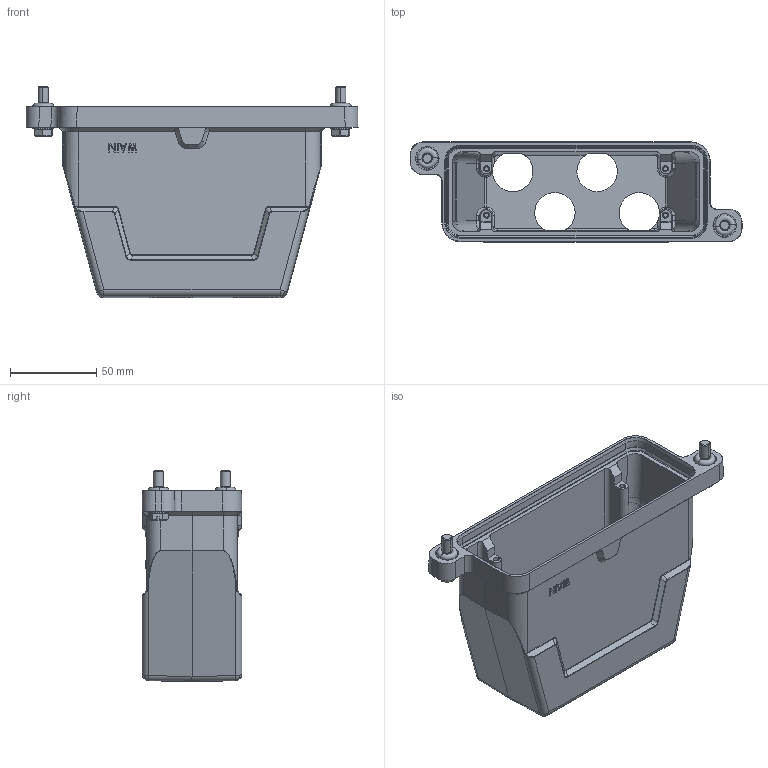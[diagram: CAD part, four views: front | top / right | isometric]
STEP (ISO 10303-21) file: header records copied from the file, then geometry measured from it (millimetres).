
FILE_DESCRIPTION((''),'2;1');
FILE_NAME('3D_1136244205039_HP24B_H-TEH-2S','2023-12-27T',('gq.wu'),(''),'CREO PARAMETRIC BY PTC INC, 2016130','CREO PARAMETRIC BY PTC INC, 2016130','');
FILE_SCHEMA(('CONFIG_CONTROL_DESIGN'));
Length unit declared in the file: millimetre
Products named in the file (1): 3D_1136244205039_HP24B_H-TEH-2S
Bounding box: 193 x 58 x 122.7 mm (x, y, z)
Volume: 223038.6 mm3; surface area: 100342.2 mm2
Topology: 1 solids, 1 shells, 565 faces, 1435 edges, 882 vertices
Faces by surface type: plane 242, cylinder 153, cone 70, bspline 56, torus 28, sphere 16
Entity records: 23018 total; most frequent: CARTESIAN_POINT 9790, ORIENTED_EDGE 2838, DIRECTION 2633, EDGE_CURVE 1419, AXIS2_PLACEMENT_3D 930, VERTEX_POINT 882, VECTOR 773, LINE 773
